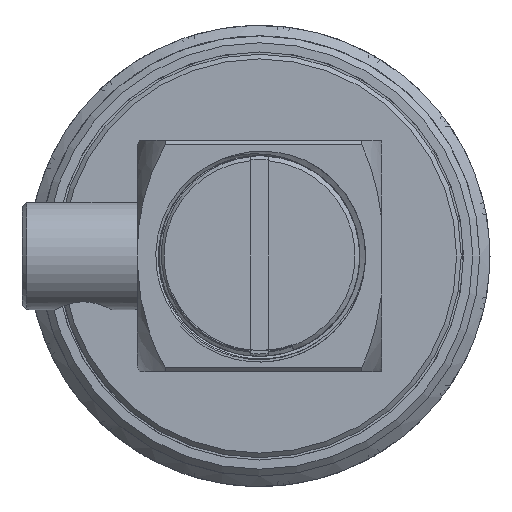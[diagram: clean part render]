
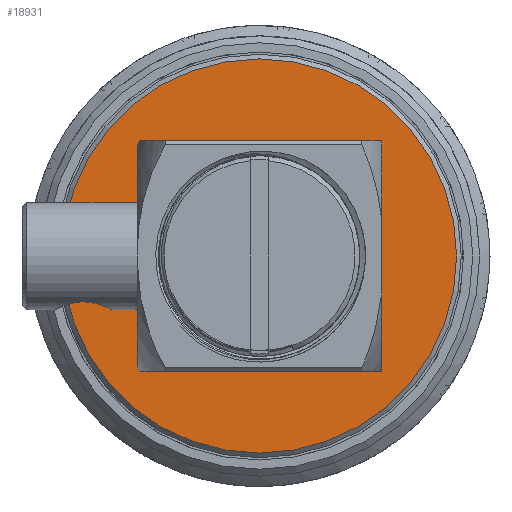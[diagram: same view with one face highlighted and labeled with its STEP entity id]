
A CAD part, front view. The second image highlights one B-rep face of the part: STEP entity #18931.
In plain terms, the highlighted planar face has unit normal (0, -1, 0).
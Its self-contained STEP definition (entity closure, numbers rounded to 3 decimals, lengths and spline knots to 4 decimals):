
#1063=PLANE('',#30589);
#4749=ORIENTED_EDGE('',*,*,#10745,.T.);
#4750=ORIENTED_EDGE('',*,*,#10744,.T.);
#10744=EDGE_CURVE('',#13779,#13779,#15285,.T.);
#10745=EDGE_CURVE('',#13780,#13780,#15286,.T.);
#13779=VERTEX_POINT('',#37508);
#13780=VERTEX_POINT('',#37511);
#15285=CIRCLE('',#30588,8.55);
#15286=CIRCLE('',#30590,4.5);
#15586=EDGE_LOOP('',(#4749));
#15587=EDGE_LOOP('',(#4750));
#17154=FACE_BOUND('',#15586,.T.);
#17155=FACE_BOUND('',#15587,.T.);
#18931=ADVANCED_FACE('',(#17154,#17155),#1063,.T.);
#30588=AXIS2_PLACEMENT_3D('',#37507,#31853,#31854);
#30589=AXIS2_PLACEMENT_3D('',#37509,#31855,#31856);
#30590=AXIS2_PLACEMENT_3D('',#37510,#31857,#31858);
#31853=DIRECTION('',(0.,-1.,0.));
#31854=DIRECTION('',(-1.,0.,0.));
#31855=DIRECTION('',(0.,-1.,0.));
#31856=DIRECTION('',(-1.,0.,0.));
#31857=DIRECTION('',(0.,1.,0.));
#31858=DIRECTION('',(0.,0.,-1.));
#37507=CARTESIAN_POINT('',(0.,11.,0.));
#37508=CARTESIAN_POINT('',(-8.55,11.,0.));
#37509=CARTESIAN_POINT('',(0.,11.,0.));
#37510=CARTESIAN_POINT('',(0.,11.,0.));
#37511=CARTESIAN_POINT('',(0.,11.,-4.5));
